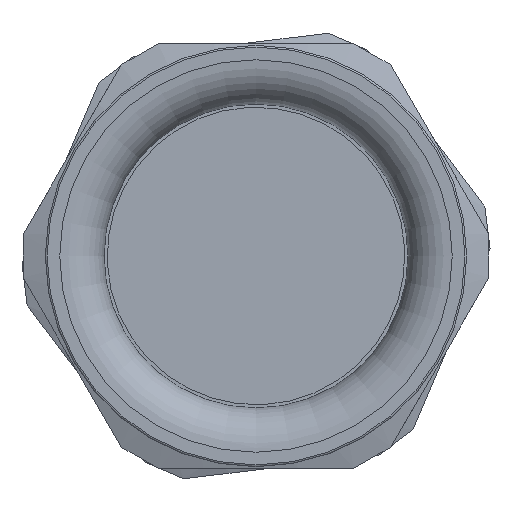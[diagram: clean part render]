
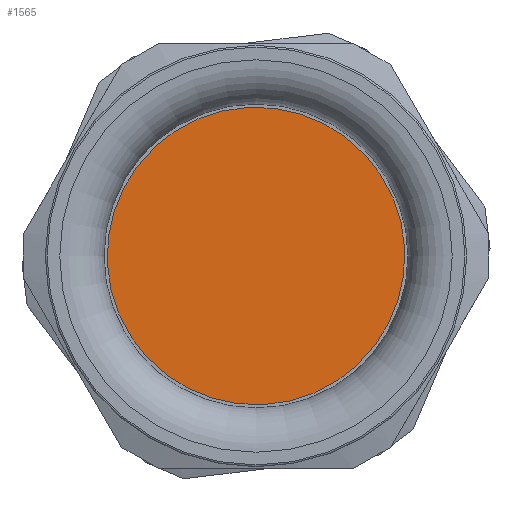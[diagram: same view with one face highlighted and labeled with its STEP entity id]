
A CAD part, left-side view. The second image highlights one B-rep face of the part: STEP entity #1565.
In plain terms, the highlighted planar face has unit normal (-1, 0, 0).
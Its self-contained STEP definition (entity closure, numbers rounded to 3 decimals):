
#245=PLANE('',#1819);
#425=FACE_OUTER_BOUND('',#586,.T.);
#586=EDGE_LOOP('',(#1426));
#660=CIRCLE('',#1805,17.045);
#828=VERTEX_POINT('',#8690);
#1026=EDGE_CURVE('',#828,#828,#660,.T.);
#1426=ORIENTED_EDGE('',*,*,#1026,.F.);
#1565=ADVANCED_FACE('',(#425),#245,.T.);
#1805=AXIS2_PLACEMENT_3D('',#8691,#2190,#2191);
#1819=AXIS2_PLACEMENT_3D('',#8711,#2218,#2219);
#2190=DIRECTION('center_axis',(1.,0.,0.));
#2191=DIRECTION('ref_axis',(0.,0.,-1.));
#2218=DIRECTION('center_axis',(-1.,0.,0.));
#2219=DIRECTION('ref_axis',(0.,0.,1.));
#8690=CARTESIAN_POINT('',(-0.064,17.045,0.));
#8691=CARTESIAN_POINT('Origin',(-0.064,0.,0.));
#8711=CARTESIAN_POINT('Origin',(-0.064,17.045,0.));
